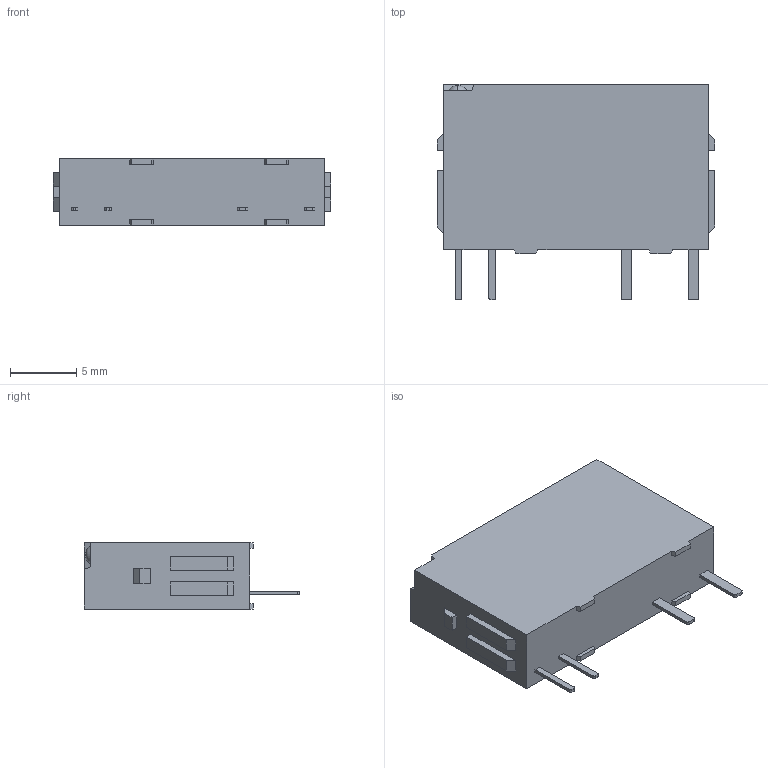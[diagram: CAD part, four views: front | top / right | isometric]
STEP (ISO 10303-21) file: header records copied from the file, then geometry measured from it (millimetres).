
FILE_DESCRIPTION (( 'STEP AP214' ), '1' );
FILE_NAME ('APAN3105.STEP', '2020-06-25T10:01:06', ( '' ), ( '' ), 'SwSTEP 2.0', 'SolidWorks 2017', '' );
FILE_SCHEMA (( 'AUTOMOTIVE_DESIGN' ));
Length unit declared in the file: millimetre
Products named in the file (1): APAN3105
Bounding box: 21 x 16.3 x 5 mm (x, y, z)
Volume: 1261.4 mm3; surface area: 882.9 mm2
Topology: 5 solids, 5 shells, 94 faces, 231 edges, 154 vertices
Faces by surface type: plane 84, cylinder 8, torus 2
Entity records: 2807 total; most frequent: CARTESIAN_POINT 480, ORIENTED_EDGE 462, DIRECTION 443, EDGE_CURVE 231, VECTOR 209, LINE 209, VERTEX_POINT 154, AXIS2_PLACEMENT_3D 117
